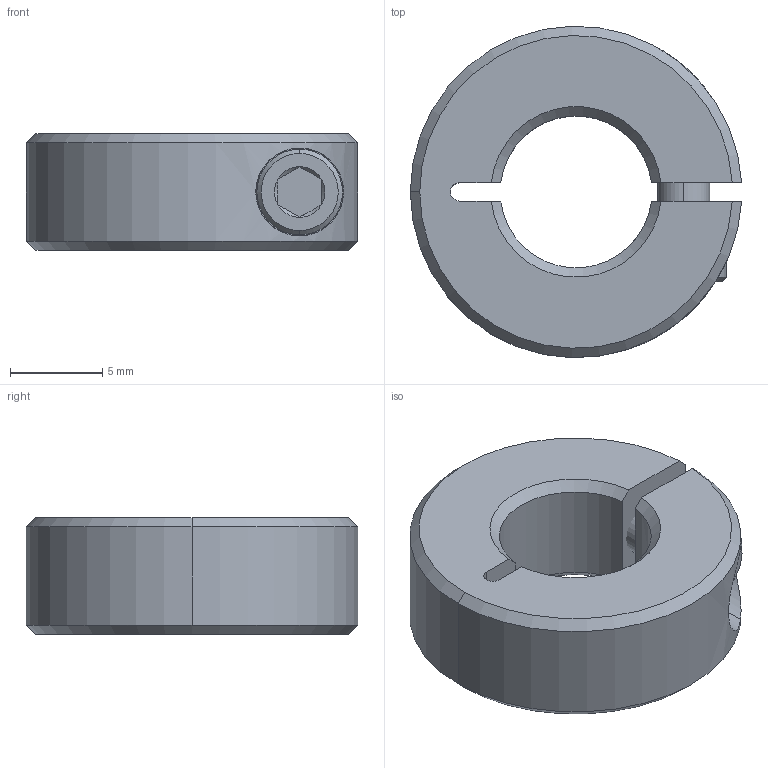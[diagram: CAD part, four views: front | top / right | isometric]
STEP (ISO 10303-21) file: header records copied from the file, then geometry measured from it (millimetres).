
FILE_DESCRIPTION (( 'STEP AP214' ), '1' );
FILE_NAME ('WCP-0795 Rev1.step', '2022-11-29T20:41:09', ( '' ), ( '' ), 'SwSTEP 2.0', 'SolidWorks 2020', '' );
FILE_SCHEMA (( 'AUTOMOTIVE_DESIGN' ));
Length unit declared in the file: inch
Products named in the file (1): WCP-0795 Rev1
Bounding box: 17.99 x 17.99 x 6.35 mm (x, y, z)
Volume: 1165.7 mm3; surface area: 1174.7 mm2
Topology: 2 solids, 2 shells, 51 faces, 116 edges, 71 vertices
Faces by surface type: cone 19, plane 17, cylinder 15
Entity records: 1620 total; most frequent: CARTESIAN_POINT 418, DIRECTION 243, ORIENTED_EDGE 232, EDGE_CURVE 116, AXIS2_PLACEMENT_3D 98, VERTEX_POINT 71, EDGE_LOOP 59, FACE_OUTER_BOUND 51
